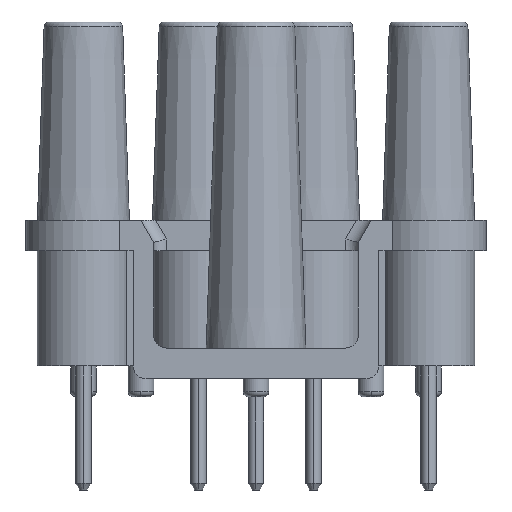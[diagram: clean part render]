
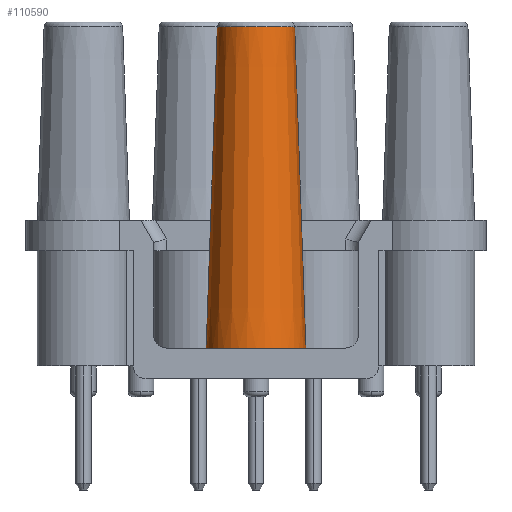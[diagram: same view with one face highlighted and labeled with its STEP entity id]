
A CAD part, front view. The second image highlights one B-rep face of the part: STEP entity #110590.
In plain terms, the highlighted conical face has half-angle 2 degrees and reference radius 1.95 mm.
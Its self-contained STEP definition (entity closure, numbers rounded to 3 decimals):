
#9590=CARTESIAN_POINT('',(41.613,49.9,7.8));
#9600=DIRECTION('',(-0.035,0.,0.999));
#9610=VECTOR('',#9600,55.875);
#9620=LINE('',#9590,#9610);
#9630=CARTESIAN_POINT('',(42.051,49.9,-4.757));
#9640=VERTEX_POINT('',#9630);
#9650=CARTESIAN_POINT('',(41.613,49.9,7.8));
#9660=VERTEX_POINT('',#9650);
#9670=EDGE_CURVE('',#9640,#9660,#9620,.T.);
#9690=CARTESIAN_POINT('',(43.563,49.9,-4.757));
#9700=DIRECTION('',(0.,0.,1.));
#9710=DIRECTION('',(1.,0.,0.));
#9720=AXIS2_PLACEMENT_3D('',#9690,#9700,#9710);
#9730=CIRCLE('',#9720,1.512);
#9740=CARTESIAN_POINT('',(45.074,49.9,-4.757));
#9750=VERTEX_POINT('',#9740);
#9780=CARTESIAN_POINT('',(45.513,49.9,7.8));
#9790=DIRECTION('',(0.035,0.,0.999));
#9800=VECTOR('',#9790,55.875);
#9810=LINE('',#9780,#9800);
#9820=CARTESIAN_POINT('',(45.513,49.9,7.8));
#9830=VERTEX_POINT('',#9820);
#9840=EDGE_CURVE('',#9750,#9830,#9810,.T.);
#9860=CARTESIAN_POINT('',(43.563,49.9,7.8));
#9870=DIRECTION('',(0.,0.,1.));
#9880=DIRECTION('',(-1.,0.,0.));
#9890=AXIS2_PLACEMENT_3D('',#9860,#9870,#9880);
#9900=CIRCLE('',#9890,1.95);
#86990=EDGE_CURVE('',#9660,#9830,#9900,.T.);
#110470=CARTESIAN_POINT('',(43.563,49.9,7.8));
#110480=DIRECTION('',(0.,0.,1.));
#110490=DIRECTION('',(-1.,0.,0.));
#110500=AXIS2_PLACEMENT_3D('',#110470,#110480,#110490);
#110510=CONICAL_SURFACE('',#110500,1.95,0.035);
#110520=ORIENTED_EDGE('',*,*,#86990,.F.);
#110530=ORIENTED_EDGE('',*,*,#9840,.T.);
#110540=EDGE_CURVE('',#9640,#9750,#9730,.T.);
#110550=ORIENTED_EDGE('',*,*,#110540,.T.);
#110560=ORIENTED_EDGE('',*,*,#9670,.F.);
#110570=EDGE_LOOP('',(#110560,#110550,#110530,#110520));
#110580=FACE_OUTER_BOUND('',#110570,.T.);
#110590=ADVANCED_FACE('',(#110580),#110510,.T.);
